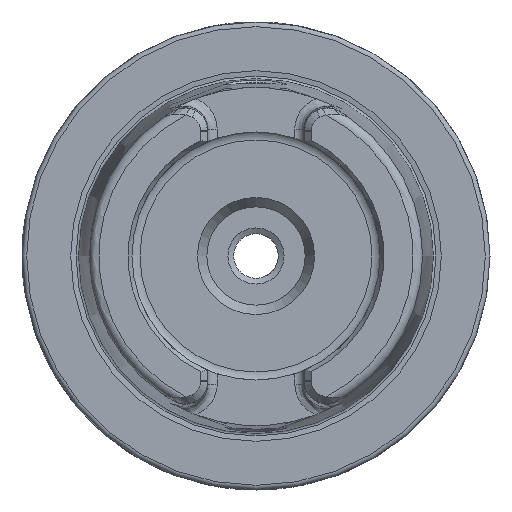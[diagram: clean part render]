
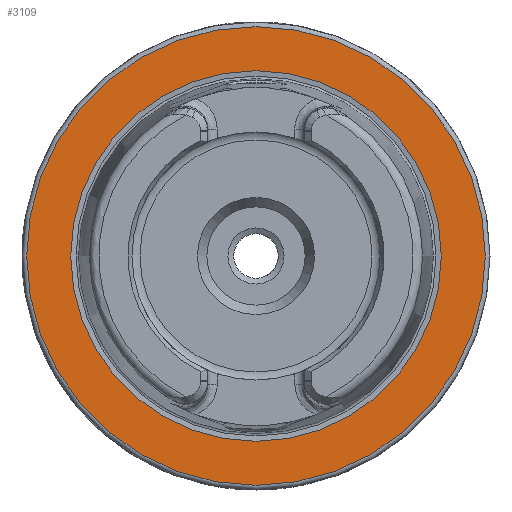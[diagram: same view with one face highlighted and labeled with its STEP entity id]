
A CAD part, left-side view. The second image highlights one B-rep face of the part: STEP entity #3109.
In plain terms, the highlighted planar face has unit normal (-1, 0, 0).
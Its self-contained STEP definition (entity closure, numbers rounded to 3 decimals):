
#99=FACE_BOUND('',#686,.T.);
#152=PLANE('',#3400);
#315=CIRCLE('',#3398,39.587);
#316=CIRCLE('',#3399,39.587);
#317=CIRCLE('',#3401,49.);
#318=CIRCLE('',#3402,49.);
#507=FACE_OUTER_BOUND('',#685,.T.);
#685=EDGE_LOOP('',(#2889,#2890));
#686=EDGE_LOOP('',(#2891,#2892));
#1473=VERTEX_POINT('',#8581);
#1474=VERTEX_POINT('',#8583);
#1475=VERTEX_POINT('',#8587);
#1476=VERTEX_POINT('',#8588);
#1949=EDGE_CURVE('',#1474,#1473,#315,.T.);
#1950=EDGE_CURVE('',#1473,#1474,#316,.T.);
#1951=EDGE_CURVE('',#1475,#1476,#317,.T.);
#1952=EDGE_CURVE('',#1476,#1475,#318,.T.);
#2889=ORIENTED_EDGE('',*,*,#1951,.F.);
#2890=ORIENTED_EDGE('',*,*,#1952,.F.);
#2891=ORIENTED_EDGE('',*,*,#1949,.T.);
#2892=ORIENTED_EDGE('',*,*,#1950,.T.);
#3109=ADVANCED_FACE('',(#507,#99),#152,.T.);
#3398=AXIS2_PLACEMENT_3D('',#8584,#4105,#4106);
#3399=AXIS2_PLACEMENT_3D('',#8585,#4107,#4108);
#3400=AXIS2_PLACEMENT_3D('',#8586,#4109,#4110);
#3401=AXIS2_PLACEMENT_3D('',#8589,#4111,#4112);
#3402=AXIS2_PLACEMENT_3D('',#8590,#4113,#4114);
#4105=DIRECTION('center_axis',(1.,0.,0.));
#4106=DIRECTION('ref_axis',(0.,0.,-1.));
#4107=DIRECTION('center_axis',(1.,0.,0.));
#4108=DIRECTION('ref_axis',(0.,0.,-1.));
#4109=DIRECTION('center_axis',(-1.,0.,0.));
#4110=DIRECTION('ref_axis',(0.,0.,1.));
#4111=DIRECTION('center_axis',(1.,0.,0.));
#4112=DIRECTION('ref_axis',(0.,0.,-1.));
#4113=DIRECTION('center_axis',(1.,0.,0.));
#4114=DIRECTION('ref_axis',(0.,0.,-1.));
#8581=CARTESIAN_POINT('',(0.,-39.587,0.));
#8583=CARTESIAN_POINT('',(0.,39.587,0.));
#8584=CARTESIAN_POINT('Origin',(0.,0.,0.));
#8585=CARTESIAN_POINT('Origin',(0.,0.,0.));
#8586=CARTESIAN_POINT('Origin',(0.,49.,
0.));
#8587=CARTESIAN_POINT('',(0.,49.,0.));
#8588=CARTESIAN_POINT('',(0.,0.,49.));
#8589=CARTESIAN_POINT('Origin',(0.,0.,0.));
#8590=CARTESIAN_POINT('Origin',(0.,0.,0.));
